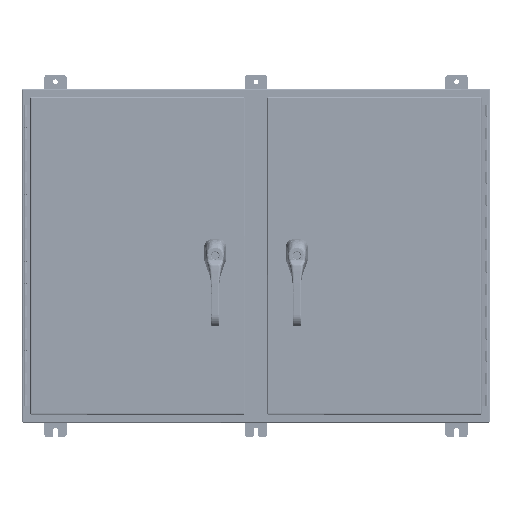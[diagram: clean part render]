
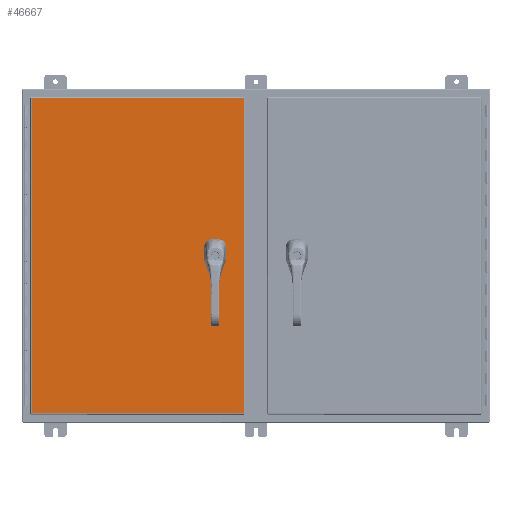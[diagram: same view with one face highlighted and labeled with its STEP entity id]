
A CAD part, top view. The second image highlights one B-rep face of the part: STEP entity #46667.
In plain terms, the highlighted planar face has unit normal (0, 0, 1).
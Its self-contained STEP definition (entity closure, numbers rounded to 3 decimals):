
#1209=FACE_BOUND('',#9274,.T.);
#1210=FACE_BOUND('',#9275,.T.);
#1211=FACE_BOUND('',#9276,.T.);
#1212=FACE_BOUND('',#9277,.T.);
#1658=CIRCLE('',#50542,0.453);
#1660=CIRCLE('',#50546,0.453);
#1662=CIRCLE('',#50550,0.453);
#1664=CIRCLE('',#50554,0.453);
#1665=CIRCLE('',#50556,0.14);
#1667=CIRCLE('',#50559,0.14);
#1669=CIRCLE('',#50562,0.14);
#6406=FACE_OUTER_BOUND('',#9273,.T.);
#9273=EDGE_LOOP('',(#32528,#32529,#32530,#32531));
#9274=EDGE_LOOP('',(#32532,#32533,#32534,#32535,#32536,#32537,#32538,#32539));
#9275=EDGE_LOOP('',(#32540));
#9276=EDGE_LOOP('',(#32541));
#9277=EDGE_LOOP('',(#32542));
#12496=LINE('',#75463,#16026);
#12500=LINE('',#75475,#16030);
#12504=LINE('',#75487,#16034);
#12508=LINE('',#75499,#16038);
#12513=LINE('',#75532,#16043);
#12525=LINE('',#75626,#16055);
#12540=LINE('',#75726,#16070);
#12555=LINE('',#75825,#16085);
#16026=VECTOR('',#57023,0.394);
#16030=VECTOR('',#57035,0.394);
#16034=VECTOR('',#57047,0.394);
#16038=VECTOR('',#57059,0.394);
#16043=VECTOR('',#57090,0.394);
#16055=VECTOR('',#57114,0.394);
#16070=VECTOR('',#57143,0.394);
#16085=VECTOR('',#57172,0.394);
#19499=VERTEX_POINT('',#75460);
#19500=VERTEX_POINT('',#75462);
#19502=VERTEX_POINT('',#75468);
#19504=VERTEX_POINT('',#75474);
#19506=VERTEX_POINT('',#75480);
#19508=VERTEX_POINT('',#75486);
#19510=VERTEX_POINT('',#75492);
#19512=VERTEX_POINT('',#75498);
#19513=VERTEX_POINT('',#75505);
#19515=VERTEX_POINT('',#75511);
#19517=VERTEX_POINT('',#75517);
#19519=VERTEX_POINT('',#75523);
#19520=VERTEX_POINT('',#75531);
#19528=VERTEX_POINT('',#75618);
#19538=VERTEX_POINT('',#75718);
#24228=EDGE_CURVE('',#19500,#19499,#12496,.T.);
#24231=EDGE_CURVE('',#19502,#19500,#1658,.T.);
#24234=EDGE_CURVE('',#19504,#19502,#12500,.T.);
#24237=EDGE_CURVE('',#19506,#19504,#1660,.T.);
#24240=EDGE_CURVE('',#19508,#19506,#12504,.T.);
#24243=EDGE_CURVE('',#19510,#19508,#1662,.T.);
#24246=EDGE_CURVE('',#19512,#19510,#12508,.T.);
#24249=EDGE_CURVE('',#19499,#19512,#1664,.T.);
#24250=EDGE_CURVE('',#19513,#19513,#1665,.T.);
#24253=EDGE_CURVE('',#19515,#19515,#1667,.T.);
#24256=EDGE_CURVE('',#19517,#19517,#1669,.T.);
#24260=EDGE_CURVE('',#19520,#19519,#12513,.T.);
#24276=EDGE_CURVE('',#19519,#19528,#12525,.T.);
#24295=EDGE_CURVE('',#19528,#19538,#12540,.T.);
#24314=EDGE_CURVE('',#19538,#19520,#12555,.T.);
#32528=ORIENTED_EDGE('',*,*,#24260,.T.);
#32529=ORIENTED_EDGE('',*,*,#24276,.T.);
#32530=ORIENTED_EDGE('',*,*,#24295,.T.);
#32531=ORIENTED_EDGE('',*,*,#24314,.T.);
#32532=ORIENTED_EDGE('',*,*,#24228,.T.);
#32533=ORIENTED_EDGE('',*,*,#24249,.T.);
#32534=ORIENTED_EDGE('',*,*,#24246,.T.);
#32535=ORIENTED_EDGE('',*,*,#24243,.T.);
#32536=ORIENTED_EDGE('',*,*,#24240,.T.);
#32537=ORIENTED_EDGE('',*,*,#24237,.T.);
#32538=ORIENTED_EDGE('',*,*,#24234,.T.);
#32539=ORIENTED_EDGE('',*,*,#24231,.T.);
#32540=ORIENTED_EDGE('',*,*,#24250,.T.);
#32541=ORIENTED_EDGE('',*,*,#24253,.T.);
#32542=ORIENTED_EDGE('',*,*,#24256,.T.);
#44306=PLANE('',#50591);
#46667=ADVANCED_FACE('',(#6406,#1209,#1210,#1211,#1212),#44306,.T.);
#50542=AXIS2_PLACEMENT_3D('',#75469,#57029,#57030);
#50546=AXIS2_PLACEMENT_3D('',#75481,#57041,#57042);
#50550=AXIS2_PLACEMENT_3D('',#75493,#57053,#57054);
#50554=AXIS2_PLACEMENT_3D('',#75503,#57065,#57066);
#50556=AXIS2_PLACEMENT_3D('',#75506,#57069,#57070);
#50559=AXIS2_PLACEMENT_3D('',#75512,#57076,#57077);
#50562=AXIS2_PLACEMENT_3D('',#75518,#57083,#57084);
#50591=AXIS2_PLACEMENT_3D('',#75911,#57197,#57198);
#57023=DIRECTION('',(0.,-1.,0.));
#57029=DIRECTION('center_axis',(0.,0.,-1.));
#57030=DIRECTION('ref_axis',(0.882,0.471,0.));
#57035=DIRECTION('',(1.,0.,0.));
#57041=DIRECTION('center_axis',(0.,0.,-1.));
#57042=DIRECTION('ref_axis',(-0.471,0.882,0.));
#57047=DIRECTION('',(0.,1.,0.));
#57053=DIRECTION('center_axis',(0.,0.,-1.));
#57054=DIRECTION('ref_axis',(-0.882,-0.471,0.));
#57059=DIRECTION('',(-1.,0.,0.));
#57065=DIRECTION('center_axis',(0.,0.,-1.));
#57066=DIRECTION('ref_axis',(0.471,-0.882,0.));
#57069=DIRECTION('center_axis',(0.,0.,-1.));
#57070=DIRECTION('ref_axis',(-1.,0.,0.));
#57076=DIRECTION('center_axis',(0.,0.,-1.));
#57077=DIRECTION('ref_axis',(-1.,0.,0.));
#57083=DIRECTION('center_axis',(0.,0.,-1.));
#57084=DIRECTION('ref_axis',(-1.,0.,0.));
#57090=DIRECTION('',(0.,-1.,0.));
#57114=DIRECTION('',(1.,0.,0.));
#57143=DIRECTION('',(0.,1.,0.));
#57172=DIRECTION('',(-1.,0.,0.));
#57197=DIRECTION('center_axis',(0.,0.,1.));
#57198=DIRECTION('ref_axis',(1.,0.,0.));
#75460=CARTESIAN_POINT('',(7.357,-0.214,0.074));
#75462=CARTESIAN_POINT('',(7.357,0.214,0.074));
#75463=CARTESIAN_POINT('',(7.357,-0.107,0.074));
#75468=CARTESIAN_POINT('',(7.171,0.4,0.074));
#75469=CARTESIAN_POINT('Origin',(6.957,0.,0.074));
#75474=CARTESIAN_POINT('',(6.744,0.4,0.074));
#75475=CARTESIAN_POINT('',(3.585,0.4,0.074));
#75480=CARTESIAN_POINT('',(6.558,0.214,0.074));
#75481=CARTESIAN_POINT('Origin',(6.957,0.,0.074));
#75486=CARTESIAN_POINT('',(6.558,-0.214,0.074));
#75487=CARTESIAN_POINT('',(6.558,0.107,0.074));
#75492=CARTESIAN_POINT('',(6.744,-0.4,0.074));
#75493=CARTESIAN_POINT('Origin',(6.957,0.,0.074));
#75498=CARTESIAN_POINT('',(7.171,-0.4,0.074));
#75499=CARTESIAN_POINT('',(3.372,-0.4,0.074));
#75503=CARTESIAN_POINT('Origin',(6.957,0.,0.074));
#75505=CARTESIAN_POINT('',(7.097,0.885,0.074));
#75506=CARTESIAN_POINT('Origin',(6.957,0.885,0.074));
#75511=CARTESIAN_POINT('',(7.097,-0.886,0.074));
#75512=CARTESIAN_POINT('Origin',(6.957,-0.886,0.074));
#75517=CARTESIAN_POINT('',(7.097,-1.378,0.074));
#75518=CARTESIAN_POINT('Origin',(6.957,-1.378,0.074));
#75523=CARTESIAN_POINT('',(-9.52,-14.145,0.074));
#75531=CARTESIAN_POINT('',(-9.52,14.145,0.074));
#75532=CARTESIAN_POINT('',(-9.52,7.072,0.074));
#75618=CARTESIAN_POINT('',(9.52,-14.145,0.074));
#75626=CARTESIAN_POINT('',(-4.76,-14.145,0.074));
#75718=CARTESIAN_POINT('',(9.52,14.145,0.074));
#75726=CARTESIAN_POINT('',(9.52,-7.072,0.074));
#75825=CARTESIAN_POINT('',(4.76,14.145,0.074));
#75911=CARTESIAN_POINT('Origin',(0.,0.,
0.074));
